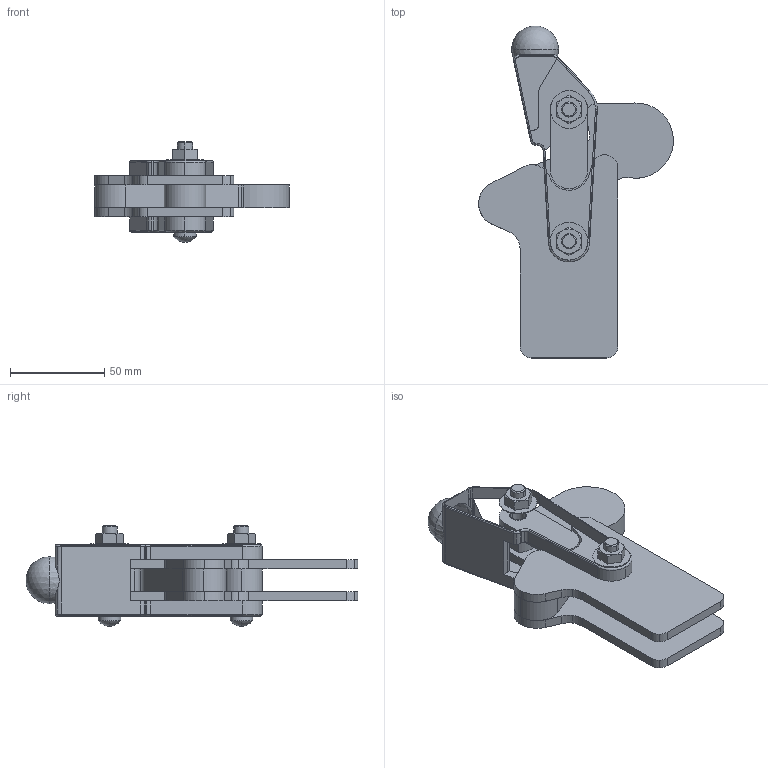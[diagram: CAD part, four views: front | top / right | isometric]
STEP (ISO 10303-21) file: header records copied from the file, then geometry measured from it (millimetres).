
FILE_DESCRIPTION((''),'2;1');
FILE_NAME('M20CH 2.stp','2006-07-18T11:09:43',('Matthew'),(''),'Autodesk Inventor 8','Autodesk Inventor 8','');
FILE_SCHEMA(('AUTOMOTIVE_DESIGN { 1 0 10303 214 1 1 1 1 }'));
Length unit declared in the file: millimetre
Products named in the file (5): M20CH; M20CH1; M20CH2; M20 HANDLE MODEL; M20CH4
Assembly tree (4 placements, depth 2):
  M20CH
    M20CH1
    M20CH2
    M20 HANDLE MODEL
    M20CH4
Bounding box: 103.44 x 176.41 x 53.47 mm (x, y, z)
Volume: 180004.3 mm3; surface area: 63459.3 mm2
Topology: 4 solids, 4 shells, 251 faces, 656 edges, 422 vertices
Faces by surface type: cylinder 137, plane 72, cone 20, torus 16, sphere 6
Entity records: 7979 total; most frequent: DIRECTION 1474, CARTESIAN_POINT 1447, ORIENTED_EDGE 1302, EDGE_CURVE 651, AXIS2_PLACEMENT_3D 593, VERTEX_POINT 421, CIRCLE 333, VECTOR 288
